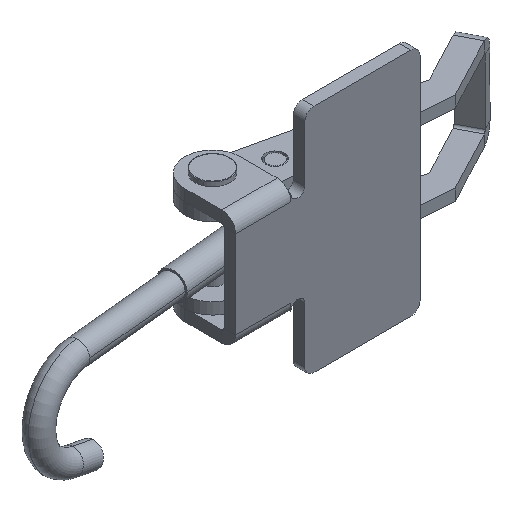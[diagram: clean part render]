
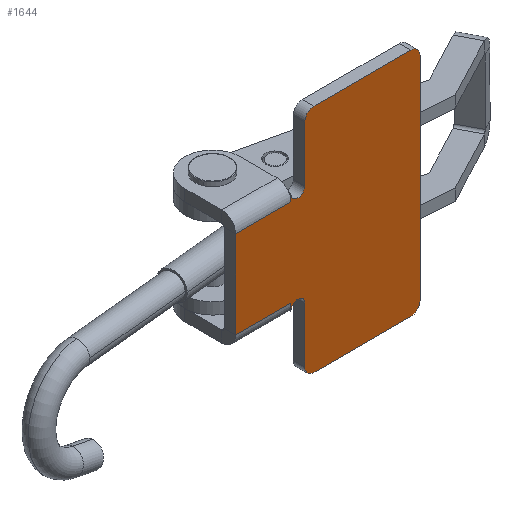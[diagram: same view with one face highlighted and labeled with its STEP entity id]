
A CAD part, isometric view. The second image highlights one B-rep face of the part: STEP entity #1644.
In plain terms, the highlighted planar face has unit normal (0, -1, 0).
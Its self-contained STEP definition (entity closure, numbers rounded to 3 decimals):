
#69 = AXIS2_PLACEMENT_3D ( 'NONE', #3137, #250, #3495 ) ;
#119 = VERTEX_POINT ( 'NONE', #2894 ) ;
#134 = EDGE_CURVE ( 'NONE', #119, #3452, #2837, .T. ) ;
#157 = DIRECTION ( 'NONE',  ( 0., 0., 1. ) ) ;
#183 = EDGE_CURVE ( 'NONE', #1398, #3663, #3714, .T. ) ;
#216 = ORIENTED_EDGE ( 'NONE', *, *, #359, .F. ) ;
#233 = AXIS2_PLACEMENT_3D ( 'NONE', #2884, #2582, #3684 ) ;
#234 = DIRECTION ( 'NONE',  ( 0., 0., 1. ) ) ;
#250 = DIRECTION ( 'NONE',  ( 0., 1., 0. ) ) ;
#257 = CARTESIAN_POINT ( 'NONE',  ( 17., -2.5, -48. ) ) ;
#269 = CARTESIAN_POINT ( 'NONE',  ( 15., -2.5, -2. ) ) ;
#281 = DIRECTION ( 'NONE',  ( 0., 0., 1. ) ) ;
#300 = DIRECTION ( 'NONE',  ( 0., -1., 0. ) ) ;
#308 = CARTESIAN_POINT ( 'NONE',  ( 13.5, -2.5, -36. ) ) ;
#359 = EDGE_CURVE ( 'NONE', #3294, #895, #1581, .T. ) ;
#368 = ORIENTED_EDGE ( 'NONE', *, *, #728, .F. ) ;
#381 = CARTESIAN_POINT ( 'NONE',  ( 38., -2.5, 0. ) ) ;
#397 = DIRECTION ( 'NONE',  ( 0., 1., 0. ) ) ;
#443 = CARTESIAN_POINT ( 'NONE',  ( 15., -2.5, -48. ) ) ;
#458 = CIRCLE ( 'NONE', #3143, 1.5 ) ;
#546 = ORIENTED_EDGE ( 'NONE', *, *, #3058, .F. ) ;
#553 = CARTESIAN_POINT ( 'NONE',  ( 12., -2.5, -36. ) ) ;
#564 = DIRECTION ( 'NONE',  ( 0., 0., -1. ) ) ;
#606 = VERTEX_POINT ( 'NONE', #722 ) ;
#607 = AXIS2_PLACEMENT_3D ( 'NONE', #1833, #1813, #916 ) ;
#662 = EDGE_CURVE ( 'NONE', #1488, #3190, #3709, .T. ) ;
#678 = AXIS2_PLACEMENT_3D ( 'NONE', #257, #397, #2555 ) ;
#703 = VERTEX_POINT ( 'NONE', #553 ) ;
#722 = CARTESIAN_POINT ( 'NONE',  ( 17., -2.5, -50. ) ) ;
#728 = EDGE_CURVE ( 'NONE', #3190, #703, #458, .T. ) ;
#741 = AXIS2_PLACEMENT_3D ( 'NONE', #1630, #2571, #564 ) ;
#750 = LINE ( 'NONE', #1175, #956 ) ;
#756 = EDGE_CURVE ( 'NONE', #3452, #3294, #3572, .T. ) ;
#759 = DIRECTION ( 'NONE',  ( 0., 0., 1. ) ) ;
#764 = DIRECTION ( 'NONE',  ( 0., -1., 0. ) ) ;
#772 = CARTESIAN_POINT ( 'NONE',  ( 13.5, -2.5, -36. ) ) ;
#845 = AXIS2_PLACEMENT_3D ( 'NONE', #2177, #2171, #2149 ) ;
#895 = VERTEX_POINT ( 'NONE', #2896 ) ;
#916 = DIRECTION ( 'NONE',  ( 0., 0., 1. ) ) ;
#936 = CARTESIAN_POINT ( 'NONE',  ( 40., -2.5, -2. ) ) ;
#940 = ORIENTED_EDGE ( 'NONE', *, *, #134, .F. ) ;
#956 = VECTOR ( 'NONE', #1234, 1000. ) ;
#977 = EDGE_CURVE ( 'NONE', #3366, #2512, #750, .T. ) ;
#1028 = VERTEX_POINT ( 'NONE', #381 ) ;
#1041 = LINE ( 'NONE', #3128, #1259 ) ;
#1047 = ORIENTED_EDGE ( 'NONE', *, *, #2204, .F. ) ;
#1058 = CARTESIAN_POINT ( 'NONE',  ( 38., -2.5, -50. ) ) ;
#1118 = CARTESIAN_POINT ( 'NONE',  ( 15., -2.5, -2. ) ) ;
#1125 = EDGE_LOOP ( 'NONE', ( #216, #2920, #940, #546, #1798, #3716, #2663, #3180, #368, #1521, #3670, #3141, #1134, #1204, #1552, #1047, #1841 ) ) ;
#1134 = ORIENTED_EDGE ( 'NONE', *, *, #2644, .F. ) ;
#1175 = CARTESIAN_POINT ( 'NONE',  ( 0., -2.5, -15.5 ) ) ;
#1204 = ORIENTED_EDGE ( 'NONE', *, *, #2874, .F. ) ;
#1234 = DIRECTION ( 'NONE',  ( 1., 0., 0. ) ) ;
#1259 = VECTOR ( 'NONE', #157, 1000. ) ;
#1317 = EDGE_CURVE ( 'NONE', #606, #2069, #1949, .T. ) ;
#1343 = VECTOR ( 'NONE', #3123, 1000. ) ;
#1352 = LINE ( 'NONE', #936, #1343 ) ;
#1398 = VERTEX_POINT ( 'NONE', #1898 ) ;
#1488 = VERTEX_POINT ( 'NONE', #3742 ) ;
#1499 = CARTESIAN_POINT ( 'NONE',  ( 40., -2.5, -2. ) ) ;
#1507 = CARTESIAN_POINT ( 'NONE',  ( 13.5, -2.5, -34.5 ) ) ;
#1521 = ORIENTED_EDGE ( 'NONE', *, *, #662, .F. ) ;
#1542 = VERTEX_POINT ( 'NONE', #1058 ) ;
#1552 = ORIENTED_EDGE ( 'NONE', *, *, #3673, .F. ) ;
#1556 = VERTEX_POINT ( 'NONE', #1499 ) ;
#1581 = CIRCLE ( 'NONE', #69, 2. ) ;
#1607 = LINE ( 'NONE', #3508, #1936 ) ;
#1630 = CARTESIAN_POINT ( 'NONE',  ( 13.5, -2.5, -14. ) ) ;
#1644 = ADVANCED_FACE ( 'NONE', ( #2425 ), #3633, .T. ) ;
#1655 = CARTESIAN_POINT ( 'NONE',  ( 0., -2.5, -15.5 ) ) ;
#1765 = DIRECTION ( 'NONE',  ( 0., 0., 1. ) ) ;
#1771 = EDGE_CURVE ( 'NONE', #3663, #3366, #2623, .T. ) ;
#1788 = VECTOR ( 'NONE', #2084, 1000. ) ;
#1798 = ORIENTED_EDGE ( 'NONE', *, *, #977, .F. ) ;
#1810 = LINE ( 'NONE', #443, #1788 ) ;
#1813 = DIRECTION ( 'NONE',  ( 0., 1., 0. ) ) ;
#1833 = CARTESIAN_POINT ( 'NONE',  ( 38., -2.5, -2. ) ) ;
#1841 = ORIENTED_EDGE ( 'NONE', *, *, #2391, .F. ) ;
#1898 = CARTESIAN_POINT ( 'NONE',  ( 12., -2.5, -34.5 ) ) ;
#1936 = VECTOR ( 'NONE', #2401, 1000. ) ;
#1938 = CARTESIAN_POINT ( 'NONE',  ( 0., -2.5, -34.5 ) ) ;
#1949 = CIRCLE ( 'NONE', #678, 2. ) ;
#2044 = CARTESIAN_POINT ( 'NONE',  ( 12., -2.5, -15.5 ) ) ;
#2069 = VERTEX_POINT ( 'NONE', #2150 ) ;
#2084 = DIRECTION ( 'NONE',  ( 0., 0., 1. ) ) ;
#2108 = CARTESIAN_POINT ( 'NONE',  ( 12., -2.5, -34.5 ) ) ;
#2149 = DIRECTION ( 'NONE',  ( 0., 0., -1. ) ) ;
#2150 = CARTESIAN_POINT ( 'NONE',  ( 15., -2.5, -48. ) ) ;
#2171 = DIRECTION ( 'NONE',  ( 0., 1., 0. ) ) ;
#2177 = CARTESIAN_POINT ( 'NONE',  ( 38., -2.5, -48. ) ) ;
#2190 = CIRCLE ( 'NONE', #845, 2. ) ;
#2204 = EDGE_CURVE ( 'NONE', #1028, #1556, #3371, .T. ) ;
#2288 = CARTESIAN_POINT ( 'NONE',  ( 15., -2.5, -14. ) ) ;
#2344 = EDGE_CURVE ( 'NONE', #703, #1398, #3407, .T. ) ;
#2391 = EDGE_CURVE ( 'NONE', #895, #1028, #3652, .T. ) ;
#2401 = DIRECTION ( 'NONE',  ( -1., 0., 0. ) ) ;
#2409 = VERTEX_POINT ( 'NONE', #2996 ) ;
#2425 = FACE_OUTER_BOUND ( 'NONE', #1125, .T. ) ;
#2478 = VECTOR ( 'NONE', #234, 1000. ) ;
#2512 = VERTEX_POINT ( 'NONE', #2044 ) ;
#2542 = DIRECTION ( 'NONE',  ( 0., 0., 1. ) ) ;
#2555 = DIRECTION ( 'NONE',  ( 0., 0., 1. ) ) ;
#2571 = DIRECTION ( 'NONE',  ( 0., -1., 0. ) ) ;
#2582 = DIRECTION ( 'NONE',  ( 0., -1., 0. ) ) ;
#2623 = LINE ( 'NONE', #3461, #2657 ) ;
#2644 = EDGE_CURVE ( 'NONE', #1542, #606, #1607, .T. ) ;
#2657 = VECTOR ( 'NONE', #2542, 1000. ) ;
#2663 = ORIENTED_EDGE ( 'NONE', *, *, #183, .F. ) ;
#2770 = CARTESIAN_POINT ( 'NONE',  ( 0., -2.5, -34.5 ) ) ;
#2828 = DIRECTION ( 'NONE',  ( 1., 0., 0. ) ) ;
#2837 = CIRCLE ( 'NONE', #741, 1.5 ) ;
#2874 = EDGE_CURVE ( 'NONE', #2409, #1542, #2190, .T. ) ;
#2884 = CARTESIAN_POINT ( 'NONE',  ( 17., -2.5, -2. ) ) ;
#2894 = CARTESIAN_POINT ( 'NONE',  ( 12., -2.5, -14. ) ) ;
#2896 = CARTESIAN_POINT ( 'NONE',  ( 17., -2.5, 0. ) ) ;
#2911 = CARTESIAN_POINT ( 'NONE',  ( 17., -2.5, 0. ) ) ;
#2920 = ORIENTED_EDGE ( 'NONE', *, *, #756, .F. ) ;
#2926 = VECTOR ( 'NONE', #2828, 1000. ) ;
#2996 = CARTESIAN_POINT ( 'NONE',  ( 40., -2.5, -48. ) ) ;
#3058 = EDGE_CURVE ( 'NONE', #2512, #119, #1041, .T. ) ;
#3123 = DIRECTION ( 'NONE',  ( 0., 0., -1. ) ) ;
#3128 = CARTESIAN_POINT ( 'NONE',  ( 12., -2.5, -15.5 ) ) ;
#3137 = CARTESIAN_POINT ( 'NONE',  ( 17., -2.5, -2. ) ) ;
#3141 = ORIENTED_EDGE ( 'NONE', *, *, #1317, .F. ) ;
#3143 = AXIS2_PLACEMENT_3D ( 'NONE', #308, #300, #281 ) ;
#3164 = DIRECTION ( 'NONE',  ( -1., 0., 0. ) ) ;
#3180 = ORIENTED_EDGE ( 'NONE', *, *, #2344, .F. ) ;
#3190 = VERTEX_POINT ( 'NONE', #1507 ) ;
#3211 = VECTOR ( 'NONE', #1765, 1000. ) ;
#3226 = VECTOR ( 'NONE', #3164, 1000. ) ;
#3294 = VERTEX_POINT ( 'NONE', #1118 ) ;
#3366 = VERTEX_POINT ( 'NONE', #1655 ) ;
#3371 = CIRCLE ( 'NONE', #607, 2. ) ;
#3407 = LINE ( 'NONE', #2108, #3211 ) ;
#3411 = AXIS2_PLACEMENT_3D ( 'NONE', #772, #764, #759 ) ;
#3452 = VERTEX_POINT ( 'NONE', #2288 ) ;
#3461 = CARTESIAN_POINT ( 'NONE',  ( 0., -2.5, -15.5 ) ) ;
#3463 = EDGE_CURVE ( 'NONE', #2069, #1488, #1810, .T. ) ;
#3495 = DIRECTION ( 'NONE',  ( 0., 0., -1. ) ) ;
#3508 = CARTESIAN_POINT ( 'NONE',  ( 17., -2.5, -50. ) ) ;
#3572 = LINE ( 'NONE', #269, #2478 ) ;
#3633 = PLANE ( 'NONE',  #233 ) ;
#3652 = LINE ( 'NONE', #2911, #2926 ) ;
#3663 = VERTEX_POINT ( 'NONE', #1938 ) ;
#3670 = ORIENTED_EDGE ( 'NONE', *, *, #3463, .F. ) ;
#3673 = EDGE_CURVE ( 'NONE', #1556, #2409, #1352, .T. ) ;
#3684 = DIRECTION ( 'NONE',  ( 0., 0., -1. ) ) ;
#3709 = CIRCLE ( 'NONE', #3411, 1.5 ) ;
#3714 = LINE ( 'NONE', #2770, #3226 ) ;
#3716 = ORIENTED_EDGE ( 'NONE', *, *, #1771, .F. ) ;
#3742 = CARTESIAN_POINT ( 'NONE',  ( 15., -2.5, -36. ) ) ;
